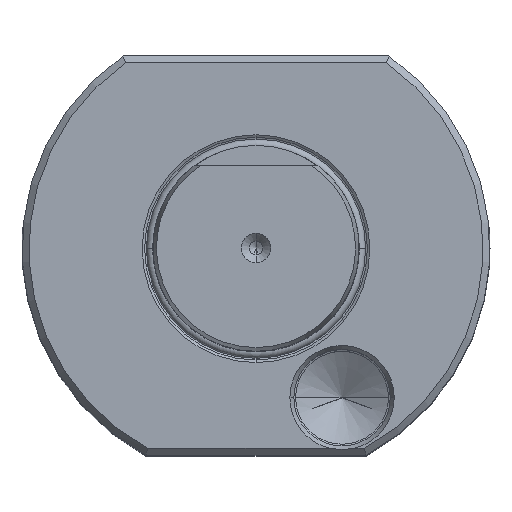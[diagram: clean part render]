
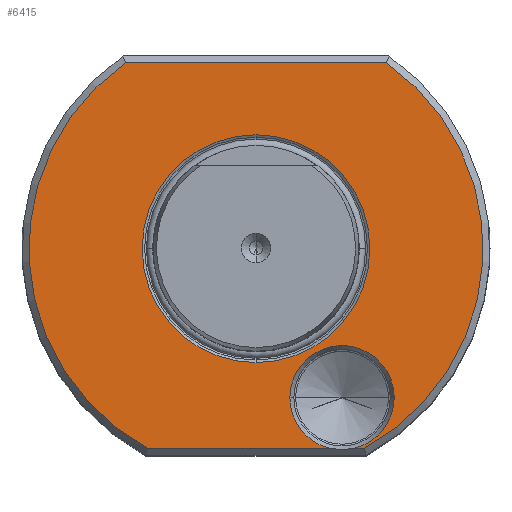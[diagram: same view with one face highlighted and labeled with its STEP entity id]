
A CAD part, top view. The second image highlights one B-rep face of the part: STEP entity #6415.
In plain terms, the highlighted planar face has unit normal (0, 0, 1).
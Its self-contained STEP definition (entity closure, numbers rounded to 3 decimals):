
#1606=DIRECTION('',(-1,0,0));
#1607=VECTOR('',#1606,37.947);
#1608=CARTESIAN_POINT('',(18.974,27,0.5));
#1609=LINE('',#1608,#1607);
#1610=CARTESIAN_POINT('',(0,0,0.5));
#1611=DIRECTION('',(0,0,1));
#1612=DIRECTION('',(0.477,-0.879,0));
#1613=AXIS2_PLACEMENT_3D('',#1610,#1611,#1612);
#1615=DIRECTION('',(1,0,0));
#1616=VECTOR('',#1615,1.403);
#1617=CARTESIAN_POINT('',(14.345,-29,0.5));
#1618=LINE('',#1617,#1616);
#1619=CARTESIAN_POINT('',(12.5,-21.651,0.5));
#1620=DIRECTION('',(0,0,1));
#1621=DIRECTION('',(0.244,-0.97,0));
#1622=AXIS2_PLACEMENT_3D('',#1619,#1620,#1621);
#1624=CARTESIAN_POINT('',(12.5,-21.651,0.5));
#1625=DIRECTION('',(0,0,1));
#1626=DIRECTION('',(1,0,0));
#1627=AXIS2_PLACEMENT_3D('',#1624,#1625,#1626);
#1629=CARTESIAN_POINT('',(12.5,-21.651,0.5));
#1630=DIRECTION('',(0,0,1));
#1631=DIRECTION('',(-1,0,0));
#1632=AXIS2_PLACEMENT_3D('',#1629,#1630,#1631);
#1634=DIRECTION('',(1,0,0));
#1635=VECTOR('',#1634,26.403);
#1636=CARTESIAN_POINT('',(-15.748,-29,0.5));
#1637=LINE('',#1636,#1635);
#1638=CARTESIAN_POINT('',(0,0,0.5));
#1639=DIRECTION('',(0,0,1));
#1640=DIRECTION('',(-0.575,0.818,0));
#1641=AXIS2_PLACEMENT_3D('',#1638,#1639,#1640);
#1651=CARTESIAN_POINT('',(0,0,0.5));
#1652=DIRECTION('',(0,0,1));
#1653=DIRECTION('',(0,1,0));
#1654=AXIS2_PLACEMENT_3D('',#1651,#1652,#1653);
#1656=CARTESIAN_POINT('',(0,0,0.5));
#1657=DIRECTION('',(0,0,-1));
#1658=DIRECTION('',(0,1,0));
#1659=AXIS2_PLACEMENT_3D('',#1656,#1657,#1658);
#2536=CARTESIAN_POINT('',(-18.974,27,0.5));
#2546=CARTESIAN_POINT('',(-15.748,-29,0.5));
#2568=CARTESIAN_POINT('',(18.974,27,0.5));
#2570=CARTESIAN_POINT('',(15.748,-29,0.5));
#3899=CARTESIAN_POINT('',(0,16.55,0.5));
#3901=VERTEX_POINT('',#3899);
#3905=CARTESIAN_POINT('',(0,-16.55,0.5));
#3907=VERTEX_POINT('',#3905);
#4103=CARTESIAN_POINT('',(20.078,-21.651,0.5));
#4104=CARTESIAN_POINT('',(4.923,-21.651,0.5));
#4105=VERTEX_POINT('',#4103);
#4106=VERTEX_POINT('',#4104);
#4647=VERTEX_POINT('',#2536);
#4651=VERTEX_POINT('',#2568);
#4652=VERTEX_POINT('',#2570);
#4654=CARTESIAN_POINT('',(14.345,-29,0.5));
#4655=VERTEX_POINT('',#4654);
#4657=VERTEX_POINT('',#2546);
#4658=CARTESIAN_POINT('',(10.655,-29,0.5));
#4659=VERTEX_POINT('',#4658);
#6387=CARTESIAN_POINT('',(0,0,0.5));
#6388=DIRECTION('',(0,0,-1));
#6389=DIRECTION('',(0,-1,0));
#6390=AXIS2_PLACEMENT_3D('',#6387,#6388,#6389);
#6391=PLANE('',#6390);
#6393=ORIENTED_EDGE('',*,*,#6392,.F.);
#6395=ORIENTED_EDGE('',*,*,#6394,.F.);
#6397=ORIENTED_EDGE('',*,*,#6396,.F.);
#6399=ORIENTED_EDGE('',*,*,#6398,.T.);
#6400=ORIENTED_EDGE('',*,*,#6377,.T.);
#6402=ORIENTED_EDGE('',*,*,#6401,.T.);
#6404=ORIENTED_EDGE('',*,*,#6403,.F.);
#6406=ORIENTED_EDGE('',*,*,#6405,.F.);
#6407=EDGE_LOOP('',(#6393,#6395,#6397,#6399,#6400,#6402,#6404,#6406));
#6408=FACE_OUTER_BOUND('',#6407,.F.);
#6410=ORIENTED_EDGE('',*,*,#6409,.T.);
#6412=ORIENTED_EDGE('',*,*,#6411,.F.);
#6413=EDGE_LOOP('',(#6410,#6412));
#6414=FACE_BOUND('',#6413,.F.);
#6415=ADVANCED_FACE('',(#6408,#6414),#6391,.F.);
#1614=CIRCLE('',#1613,33);
#1623=CIRCLE('',#1622,7.578);
#1628=CIRCLE('',#1627,7.578);
#1633=CIRCLE('',#1632,7.578);
#1642=CIRCLE('',#1641,33);
#1655=CIRCLE('',#1654,16.55);
#1660=CIRCLE('',#1659,16.55);
#6377=EDGE_CURVE('',#4105,#4106,#1628,.T.);
#6392=EDGE_CURVE('',#4651,#4647,#1609,.T.);
#6394=EDGE_CURVE('',#4652,#4651,#1614,.T.);
#6396=EDGE_CURVE('',#4655,#4652,#1618,.T.);
#6398=EDGE_CURVE('',#4655,#4105,#1623,.T.);
#6401=EDGE_CURVE('',#4106,#4659,#1633,.T.);
#6403=EDGE_CURVE('',#4657,#4659,#1637,.T.);
#6405=EDGE_CURVE('',#4647,#4657,#1642,.T.);
#6409=EDGE_CURVE('',#3901,#3907,#1655,.T.);
#6411=EDGE_CURVE('',#3901,#3907,#1660,.T.);
